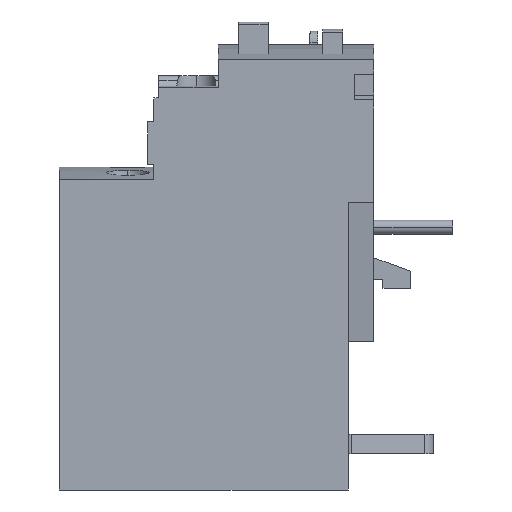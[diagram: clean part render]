
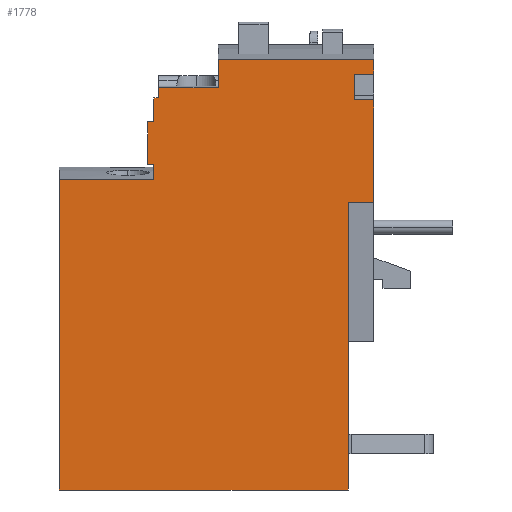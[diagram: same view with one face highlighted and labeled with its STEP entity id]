
A CAD part, left-side view. The second image highlights one B-rep face of the part: STEP entity #1778.
In plain terms, the highlighted planar face has unit normal (-1, 0, 0).
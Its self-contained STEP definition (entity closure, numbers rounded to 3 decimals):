
#49=DIRECTION('',(0.,0.,1.));
#50=VECTOR('',#49,47.08);
#51=CARTESIAN_POINT('',(1.143,17.065,-76.67));
#52=LINE('',#51,#50);
#117=DIRECTION('',(0.,0.,1.));
#118=VECTOR('',#117,4.22);
#119=CARTESIAN_POINT('',(1.143,16.06,-12.77));
#120=LINE('',#119,#118);
#121=DIRECTION('',(0.,1.,0.));
#122=VECTOR('',#121,3.17);
#123=CARTESIAN_POINT('',(1.143,12.89,-12.77));
#124=LINE('',#123,#122);
#125=DIRECTION('',(0.,0.,-1.));
#126=VECTOR('',#125,16.82);
#127=CARTESIAN_POINT('',(1.143,12.89,-12.77));
#128=LINE('',#127,#126);
#129=DIRECTION('',(0.,1.,0.));
#130=VECTOR('',#129,4.175);
#131=CARTESIAN_POINT('',(1.143,12.89,-29.59));
#132=LINE('',#131,#130);
#133=DIRECTION('',(0.,1.,0.));
#134=VECTOR('',#133,47.325);
#135=CARTESIAN_POINT('',(1.143,17.065,-76.67));
#136=LINE('',#135,#134);
#137=DIRECTION('',(0.,0.,1.));
#138=VECTOR('',#137,50.806);
#139=CARTESIAN_POINT('',(1.143,64.39,-76.67));
#140=LINE('',#139,#138);
#141=DIRECTION('',(0.,1.,0.));
#142=VECTOR('',#141,15.425);
#143=CARTESIAN_POINT('',(1.143,48.965,-25.864));
#144=LINE('',#143,#142);
#145=DIRECTION('',(0.,1.,0.));
#146=VECTOR('',#145,1.);
#147=CARTESIAN_POINT('',(1.143,48.965,-23.35));
#148=LINE('',#147,#146);
#149=DIRECTION('',(0.,0.,1.));
#150=VECTOR('',#149,7.);
#151=CARTESIAN_POINT('',(1.143,49.965,-23.35));
#152=LINE('',#151,#150);
#153=DIRECTION('',(0.,-1.,0.));
#154=VECTOR('',#153,1.);
#155=CARTESIAN_POINT('',(1.143,49.965,-16.35));
#156=LINE('',#155,#154);
#157=DIRECTION('',(0.,0.,1.));
#158=VECTOR('',#157,3.9);
#159=CARTESIAN_POINT('',(1.143,48.965,-16.35));
#160=LINE('',#159,#158);
#161=DIRECTION('',(0.,-1.,0.));
#162=VECTOR('',#161,0.8);
#163=CARTESIAN_POINT('',(1.143,48.965,-12.45));
#164=LINE('',#163,#162);
#165=DIRECTION('',(0.,0.,1.));
#166=VECTOR('',#165,1.646);
#167=CARTESIAN_POINT('',(1.143,48.165,-12.45));
#168=LINE('',#167,#166);
#169=DIRECTION('',(0.,1.,0.));
#170=VECTOR('',#169,9.8);
#171=CARTESIAN_POINT('',(1.143,38.365,-10.804));
#172=LINE('',#171,#170);
#173=DIRECTION('',(0.,1.,0.));
#174=VECTOR('',#173,25.475);
#175=CARTESIAN_POINT('',(1.143,12.89,-6.115));
#176=LINE('',#175,#174);
#177=DIRECTION('',(0.,0.,-1.));
#178=VECTOR('',#177,2.435);
#179=CARTESIAN_POINT('',(1.143,12.89,-6.115));
#180=LINE('',#179,#178);
#181=DIRECTION('',(0.,1.,0.));
#182=VECTOR('',#181,3.17);
#183=CARTESIAN_POINT('',(1.143,12.89,-8.55));
#184=LINE('',#183,#182);
#415=DIRECTION('',(0.,0.,-1.));
#416=VECTOR('',#415,4.69);
#417=CARTESIAN_POINT('',(1.143,38.365,-6.115));
#418=LINE('',#417,#416);
#816=DIRECTION('',(0.,0.,-1.));
#817=VECTOR('',#816,2.514);
#818=CARTESIAN_POINT('',(1.143,48.965,-23.35));
#819=LINE('',#818,#817);
#1329=CARTESIAN_POINT('',(1.143,17.065,-76.67));
#1330=CARTESIAN_POINT('',(1.143,64.39,-76.67));
#1331=VERTEX_POINT('',#1329);
#1332=VERTEX_POINT('',#1330);
#1333=CARTESIAN_POINT('',(1.143,48.965,-23.35));
#1334=CARTESIAN_POINT('',(1.143,49.965,-23.35));
#1335=VERTEX_POINT('',#1333);
#1336=VERTEX_POINT('',#1334);
#1337=CARTESIAN_POINT('',(1.143,49.965,-16.35));
#1338=VERTEX_POINT('',#1337);
#1339=CARTESIAN_POINT('',(1.143,48.965,-16.35));
#1340=VERTEX_POINT('',#1339);
#1341=CARTESIAN_POINT('',(1.143,48.965,-12.45));
#1342=VERTEX_POINT('',#1341);
#1343=CARTESIAN_POINT('',(1.143,48.165,-12.45));
#1344=VERTEX_POINT('',#1343);
#1358=CARTESIAN_POINT('',(1.143,64.39,-25.864));
#1360=VERTEX_POINT('',#1358);
#1363=CARTESIAN_POINT('',(1.143,48.965,-25.864));
#1364=VERTEX_POINT('',#1363);
#1397=CARTESIAN_POINT('',(1.143,48.165,-10.804));
#1398=VERTEX_POINT('',#1397);
#1401=CARTESIAN_POINT('',(1.143,38.365,-10.804));
#1402=VERTEX_POINT('',#1401);
#1403=CARTESIAN_POINT('',(1.143,12.89,-6.115));
#1405=VERTEX_POINT('',#1403);
#1408=CARTESIAN_POINT('',(1.143,38.365,-6.115));
#1410=VERTEX_POINT('',#1408);
#1489=CARTESIAN_POINT('',(1.143,12.89,-29.59));
#1490=VERTEX_POINT('',#1489);
#1491=CARTESIAN_POINT('',(1.143,17.065,-29.59));
#1492=VERTEX_POINT('',#1491);
#1639=CARTESIAN_POINT('',(1.143,12.89,-12.77));
#1640=VERTEX_POINT('',#1639);
#1641=CARTESIAN_POINT('',(1.143,16.06,-12.77));
#1642=CARTESIAN_POINT('',(1.143,16.06,-8.55));
#1643=VERTEX_POINT('',#1641);
#1644=VERTEX_POINT('',#1642);
#1645=CARTESIAN_POINT('',(1.143,12.89,-8.55));
#1646=VERTEX_POINT('',#1645);
#1732=CARTESIAN_POINT('',(1.143,23.39,-69.47));
#1733=DIRECTION('',(1.,0.,0.));
#1734=DIRECTION('',(0.,1.,0.));
#1735=AXIS2_PLACEMENT_3D('',#1732,#1733,#1734);
#1736=PLANE('',#1735);
#1738=ORIENTED_EDGE('',*,*,#1737,.F.);
#1740=ORIENTED_EDGE('',*,*,#1739,.F.);
#1742=ORIENTED_EDGE('',*,*,#1741,.T.);
#1744=ORIENTED_EDGE('',*,*,#1743,.T.);
#1745=ORIENTED_EDGE('',*,*,#1692,.F.);
#1747=ORIENTED_EDGE('',*,*,#1746,.T.);
#1749=ORIENTED_EDGE('',*,*,#1748,.T.);
#1751=ORIENTED_EDGE('',*,*,#1750,.F.);
#1753=ORIENTED_EDGE('',*,*,#1752,.F.);
#1755=ORIENTED_EDGE('',*,*,#1754,.T.);
#1757=ORIENTED_EDGE('',*,*,#1756,.T.);
#1759=ORIENTED_EDGE('',*,*,#1758,.T.);
#1761=ORIENTED_EDGE('',*,*,#1760,.T.);
#1763=ORIENTED_EDGE('',*,*,#1762,.T.);
#1765=ORIENTED_EDGE('',*,*,#1764,.T.);
#1767=ORIENTED_EDGE('',*,*,#1766,.F.);
#1769=ORIENTED_EDGE('',*,*,#1768,.F.);
#1771=ORIENTED_EDGE('',*,*,#1770,.F.);
#1773=ORIENTED_EDGE('',*,*,#1772,.T.);
#1775=ORIENTED_EDGE('',*,*,#1774,.T.);
#1776=EDGE_LOOP('',(#1738,#1740,#1742,#1744,#1745,#1747,#1749,#1751,#1753,#1755,
#1757,#1759,#1761,#1763,#1765,#1767,#1769,#1771,#1773,#1775));
#1777=FACE_OUTER_BOUND('',#1776,.F.);
#1692=EDGE_CURVE('',#1331,#1492,#52,.T.);
#1737=EDGE_CURVE('',#1643,#1644,#120,.T.);
#1739=EDGE_CURVE('',#1640,#1643,#124,.T.);
#1741=EDGE_CURVE('',#1640,#1490,#128,.T.);
#1743=EDGE_CURVE('',#1490,#1492,#132,.T.);
#1746=EDGE_CURVE('',#1331,#1332,#136,.T.);
#1748=EDGE_CURVE('',#1332,#1360,#140,.T.);
#1750=EDGE_CURVE('',#1364,#1360,#144,.T.);
#1752=EDGE_CURVE('',#1335,#1364,#819,.T.);
#1754=EDGE_CURVE('',#1335,#1336,#148,.T.);
#1756=EDGE_CURVE('',#1336,#1338,#152,.T.);
#1758=EDGE_CURVE('',#1338,#1340,#156,.T.);
#1760=EDGE_CURVE('',#1340,#1342,#160,.T.);
#1762=EDGE_CURVE('',#1342,#1344,#164,.T.);
#1764=EDGE_CURVE('',#1344,#1398,#168,.T.);
#1766=EDGE_CURVE('',#1402,#1398,#172,.T.);
#1768=EDGE_CURVE('',#1410,#1402,#418,.T.);
#1770=EDGE_CURVE('',#1405,#1410,#176,.T.);
#1772=EDGE_CURVE('',#1405,#1646,#180,.T.);
#1774=EDGE_CURVE('',#1646,#1644,#184,.T.);
#1778=ADVANCED_FACE('',(#1777),#1736,.F.);
